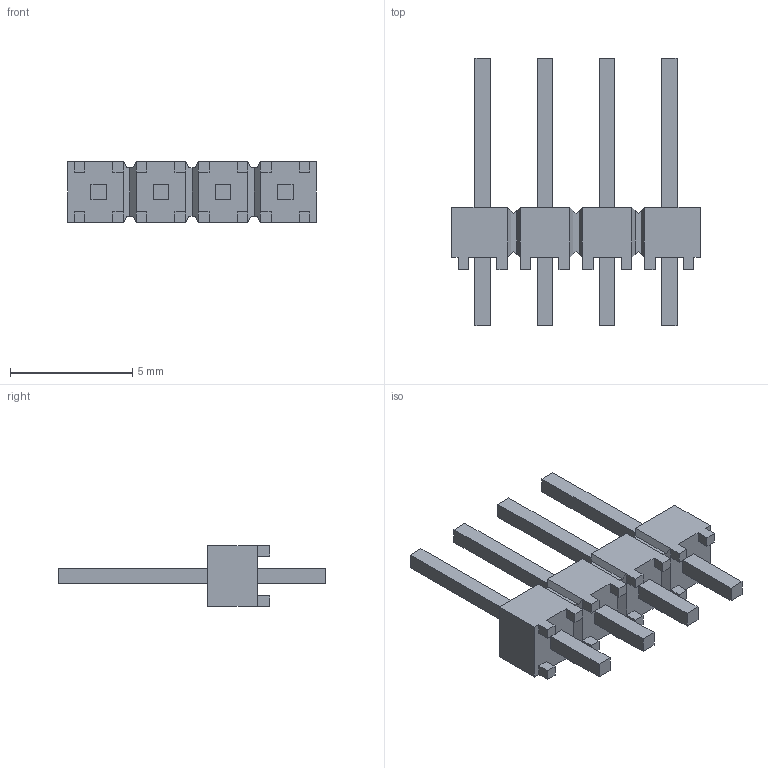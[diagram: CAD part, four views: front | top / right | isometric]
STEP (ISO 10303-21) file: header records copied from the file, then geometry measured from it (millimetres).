
FILE_DESCRIPTION (( 'STEP AP214' ), '1' );
FILE_NAME ('HMTSW-104-07-G-S-240.STEP', '2019-01-18T10:18:02', ( '' ), ( '' ), 'SwSTEP 2.0', 'SolidWorks 2018', '' );
FILE_SCHEMA (( 'AUTOMOTIVE_DESIGN' ));
Length unit declared in the file: inch
Products named in the file (3): HMTSW-104-07-G-S-240; _HMTSW_104_07_G_S_240_body_2; _HMTSW_104_07_S_240_4
Assembly tree (2 placements, depth 2):
  HMTSW-104-07-G-S-240
    _HMTSW_104_07_G_S_240_body_2
    _HMTSW_104_07_S_240_4
Bounding box: 10.16 x 10.92 x 2.49 mm (x, y, z)
Volume: 66.1 mm3; surface area: 265.1 mm2
Topology: 2 solids, 2 shells, 174 faces, 450 edges, 288 vertices
Faces by surface type: plane 174
Entity records: 5286 total; most frequent: CARTESIAN_POINT 917, ORIENTED_EDGE 900, DIRECTION 808, VECTOR 450, EDGE_CURVE 450, LINE 450, VERTEX_POINT 288, EDGE_LOOP 190
